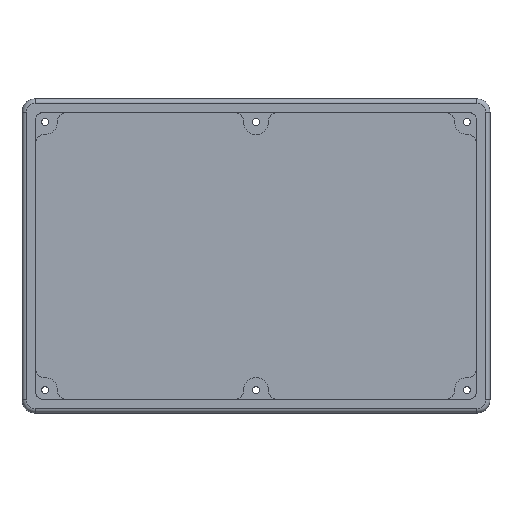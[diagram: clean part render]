
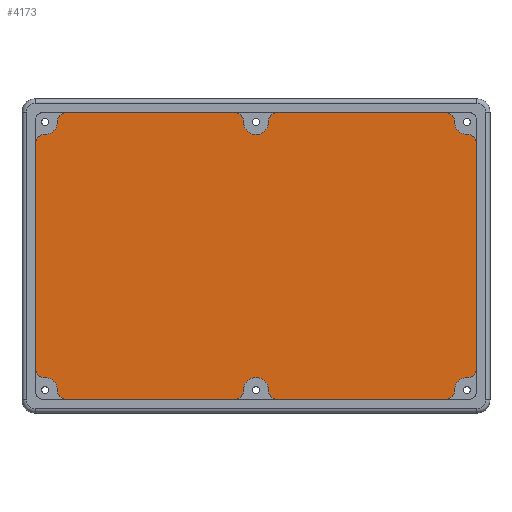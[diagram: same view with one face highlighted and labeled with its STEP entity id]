
A CAD part, top view. The second image highlights one B-rep face of the part: STEP entity #4173.
In plain terms, the highlighted planar face has unit normal (0, 0, 1).
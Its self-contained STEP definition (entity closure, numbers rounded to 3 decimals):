
#325=PLANE('',#4448);
#428=FACE_OUTER_BOUND('',#669,.T.);
#669=EDGE_LOOP('',(#2915,#2916,#2917,#2918,#2919,#2920,#2921,#2922,#2923,
#2924,#2925,#2926,#2927,#2928,#2929,#2930,#2931,#2932,#2933,#2934,#2935,
#2936,#2937,#2938));
#928=LINE('',#5548,#1296);
#941=LINE('',#5598,#1309);
#945=LINE('',#5606,#1313);
#951=LINE('',#5623,#1319);
#955=LINE('',#5631,#1323);
#962=LINE('',#5648,#1330);
#1296=VECTOR('',#4676,10.);
#1309=VECTOR('',#4719,10.);
#1313=VECTOR('',#4723,10.);
#1319=VECTOR('',#4737,10.);
#1323=VECTOR('',#4741,10.);
#1330=VECTOR('',#4756,10.);
#1676=CIRCLE('',#4439,4.);
#1678=CIRCLE('',#4442,4.);
#1679=CIRCLE('',#4444,5.659);
#1680=CIRCLE('',#4446,4.);
#1682=CIRCLE('',#4449,5.659);
#1683=CIRCLE('',#4450,4.);
#1684=CIRCLE('',#4451,4.);
#1685=CIRCLE('',#4452,5.659);
#1686=CIRCLE('',#4453,4.);
#1687=CIRCLE('',#4454,4.);
#1688=CIRCLE('',#4455,5.65);
#1689=CIRCLE('',#4456,4.);
#1690=CIRCLE('',#4457,4.);
#1691=CIRCLE('',#4458,5.659);
#1692=CIRCLE('',#4459,4.);
#1693=CIRCLE('',#4460,4.);
#1694=CIRCLE('',#4461,5.65);
#1695=CIRCLE('',#4462,4.);
#1765=VERTEX_POINT('',#5545);
#1766=VERTEX_POINT('',#5547);
#1787=VERTEX_POINT('',#5595);
#1788=VERTEX_POINT('',#5597);
#1791=VERTEX_POINT('',#5603);
#1792=VERTEX_POINT('',#5605);
#1798=VERTEX_POINT('',#5620);
#1799=VERTEX_POINT('',#5622);
#1802=VERTEX_POINT('',#5628);
#1803=VERTEX_POINT('',#5630);
#1808=VERTEX_POINT('',#5645);
#1809=VERTEX_POINT('',#5647);
#1811=VERTEX_POINT('',#5654);
#1813=VERTEX_POINT('',#5660);
#1814=VERTEX_POINT('',#5664);
#1815=VERTEX_POINT('',#5668);
#1817=VERTEX_POINT('',#5674);
#1818=VERTEX_POINT('',#5677);
#1819=VERTEX_POINT('',#5679);
#1820=VERTEX_POINT('',#5682);
#1821=VERTEX_POINT('',#5684);
#1822=VERTEX_POINT('',#5687);
#1823=VERTEX_POINT('',#5689);
#1824=VERTEX_POINT('',#5693);
#2190=EDGE_CURVE('',#1766,#1765,#928,.F.);
#2215=EDGE_CURVE('',#1788,#1787,#941,.F.);
#2219=EDGE_CURVE('',#1792,#1791,#945,.F.);
#2227=EDGE_CURVE('',#1799,#1798,#951,.F.);
#2231=EDGE_CURVE('',#1803,#1802,#955,.F.);
#2240=EDGE_CURVE('',#1809,#1808,#962,.F.);
#2244=EDGE_CURVE('',#1787,#1811,#1676,.F.);
#2247=EDGE_CURVE('',#1813,#1792,#1678,.F.);
#2249=EDGE_CURVE('',#1814,#1813,#1679,.F.);
#2251=EDGE_CURVE('',#1791,#1815,#1680,.F.);
#2254=EDGE_CURVE('',#1811,#1817,#1682,.F.);
#2255=EDGE_CURVE('',#1817,#1809,#1683,.F.);
#2256=EDGE_CURVE('',#1808,#1818,#1684,.F.);
#2257=EDGE_CURVE('',#1818,#1819,#1685,.F.);
#2258=EDGE_CURVE('',#1819,#1803,#1686,.F.);
#2259=EDGE_CURVE('',#1802,#1820,#1687,.F.);
#2260=EDGE_CURVE('',#1820,#1821,#1688,.F.);
#2261=EDGE_CURVE('',#1821,#1799,#1689,.F.);
#2262=EDGE_CURVE('',#1798,#1822,#1690,.F.);
#2263=EDGE_CURVE('',#1822,#1823,#1691,.F.);
#2264=EDGE_CURVE('',#1823,#1766,#1692,.F.);
#2265=EDGE_CURVE('',#1765,#1814,#1693,.F.);
#2266=EDGE_CURVE('',#1815,#1824,#1694,.F.);
#2267=EDGE_CURVE('',#1824,#1788,#1695,.F.);
#2915=ORIENTED_EDGE('',*,*,#2244,.T.);
#2916=ORIENTED_EDGE('',*,*,#2254,.T.);
#2917=ORIENTED_EDGE('',*,*,#2255,.T.);
#2918=ORIENTED_EDGE('',*,*,#2240,.T.);
#2919=ORIENTED_EDGE('',*,*,#2256,.T.);
#2920=ORIENTED_EDGE('',*,*,#2257,.T.);
#2921=ORIENTED_EDGE('',*,*,#2258,.T.);
#2922=ORIENTED_EDGE('',*,*,#2231,.T.);
#2923=ORIENTED_EDGE('',*,*,#2259,.T.);
#2924=ORIENTED_EDGE('',*,*,#2260,.T.);
#2925=ORIENTED_EDGE('',*,*,#2261,.T.);
#2926=ORIENTED_EDGE('',*,*,#2227,.T.);
#2927=ORIENTED_EDGE('',*,*,#2262,.T.);
#2928=ORIENTED_EDGE('',*,*,#2263,.T.);
#2929=ORIENTED_EDGE('',*,*,#2264,.T.);
#2930=ORIENTED_EDGE('',*,*,#2190,.T.);
#2931=ORIENTED_EDGE('',*,*,#2265,.T.);
#2932=ORIENTED_EDGE('',*,*,#2249,.T.);
#2933=ORIENTED_EDGE('',*,*,#2247,.T.);
#2934=ORIENTED_EDGE('',*,*,#2219,.T.);
#2935=ORIENTED_EDGE('',*,*,#2251,.T.);
#2936=ORIENTED_EDGE('',*,*,#2266,.T.);
#2937=ORIENTED_EDGE('',*,*,#2267,.T.);
#2938=ORIENTED_EDGE('',*,*,#2215,.T.);
#4173=ADVANCED_FACE('',(#428),#325,.T.);
#4439=AXIS2_PLACEMENT_3D('',#5655,#4762,#4763);
#4442=AXIS2_PLACEMENT_3D('',#5661,#4769,#4770);
#4444=AXIS2_PLACEMENT_3D('',#5665,#4774,#4775);
#4446=AXIS2_PLACEMENT_3D('',#5669,#4779,#4780);
#4448=AXIS2_PLACEMENT_3D('',#5673,#4784,#4785);
#4449=AXIS2_PLACEMENT_3D('',#5675,#4786,#4787);
#4450=AXIS2_PLACEMENT_3D('',#5676,#4788,#4789);
#4451=AXIS2_PLACEMENT_3D('',#5678,#4790,#4791);
#4452=AXIS2_PLACEMENT_3D('',#5680,#4792,#4793);
#4453=AXIS2_PLACEMENT_3D('',#5681,#4794,#4795);
#4454=AXIS2_PLACEMENT_3D('',#5683,#4796,#4797);
#4455=AXIS2_PLACEMENT_3D('',#5685,#4798,#4799);
#4456=AXIS2_PLACEMENT_3D('',#5686,#4800,#4801);
#4457=AXIS2_PLACEMENT_3D('',#5688,#4802,#4803);
#4458=AXIS2_PLACEMENT_3D('',#5690,#4804,#4805);
#4459=AXIS2_PLACEMENT_3D('',#5691,#4806,#4807);
#4460=AXIS2_PLACEMENT_3D('',#5692,#4808,#4809);
#4461=AXIS2_PLACEMENT_3D('',#5694,#4810,#4811);
#4462=AXIS2_PLACEMENT_3D('',#5695,#4812,#4813);
#4676=DIRECTION('',(0.,-1.,0.));
#4719=DIRECTION('',(1.,0.,0.));
#4723=DIRECTION('',(1.,0.,0.));
#4737=DIRECTION('',(-1.,0.,0.));
#4741=DIRECTION('',(-1.,0.,0.));
#4756=DIRECTION('',(0.,1.,0.));
#4762=DIRECTION('center_axis',(0.,0.,-1.));
#4763=DIRECTION('ref_axis',(-0.716,0.698,0.));
#4769=DIRECTION('center_axis',(0.,0.,-1.));
#4770=DIRECTION('ref_axis',(0.716,0.698,0.));
#4774=DIRECTION('center_axis',(0.,0.,1.));
#4775=DIRECTION('ref_axis',(-0.707,0.707,0.));
#4779=DIRECTION('center_axis',(0.,0.,-1.));
#4780=DIRECTION('ref_axis',(-0.716,0.698,0.));
#4784=DIRECTION('center_axis',(0.,0.,1.));
#4785=DIRECTION('ref_axis',(1.,0.,0.));
#4786=DIRECTION('center_axis',(0.,0.,1.));
#4787=DIRECTION('ref_axis',(-0.707,-0.707,0.));
#4788=DIRECTION('center_axis',(0.,0.,-1.));
#4789=DIRECTION('ref_axis',(-0.698,0.716,0.));
#4790=DIRECTION('center_axis',(0.,0.,-1.));
#4791=DIRECTION('ref_axis',(-0.698,-0.716,0.));
#4792=DIRECTION('center_axis',(0.,0.,1.));
#4793=DIRECTION('ref_axis',(0.707,-0.707,0.));
#4794=DIRECTION('center_axis',(0.,0.,-1.));
#4795=DIRECTION('ref_axis',(-0.716,-0.698,0.));
#4796=DIRECTION('center_axis',(0.,0.,-1.));
#4797=DIRECTION('ref_axis',(0.716,-0.698,0.));
#4798=DIRECTION('center_axis',(0.,0.,1.));
#4799=DIRECTION('ref_axis',(0.706,-0.708,0.));
#4800=DIRECTION('center_axis',(0.,0.,-1.));
#4801=DIRECTION('ref_axis',(-0.716,-0.698,0.));
#4802=DIRECTION('center_axis',(0.,0.,-1.));
#4803=DIRECTION('ref_axis',(0.716,-0.698,0.));
#4804=DIRECTION('center_axis',(0.,0.,1.));
#4805=DIRECTION('ref_axis',(0.707,0.707,0.));
#4806=DIRECTION('center_axis',(0.,0.,-1.));
#4807=DIRECTION('ref_axis',(0.698,-0.716,0.));
#4808=DIRECTION('center_axis',(0.,0.,-1.));
#4809=DIRECTION('ref_axis',(0.698,0.716,0.));
#4810=DIRECTION('center_axis',(0.,0.,1.));
#4811=DIRECTION('ref_axis',(-0.706,0.708,0.));
#4812=DIRECTION('center_axis',(0.,0.,-1.));
#4813=DIRECTION('ref_axis',(0.716,0.698,0.));
#5545=CARTESIAN_POINT('',(-129.75,-13.659,5.5));
#5547=CARTESIAN_POINT('',(-129.75,-116.341,5.5));
#5548=CARTESIAN_POINT('',(-129.75,-29.25,5.5));
#5595=CARTESIAN_POINT('',(-316.344,0.25,5.5));
#5597=CARTESIAN_POINT('',(-239.646,0.25,5.5));
#5598=CARTESIAN_POINT('',(-283.25,0.25,5.5));
#5603=CARTESIAN_POINT('',(-220.353,0.25,5.5));
#5605=CARTESIAN_POINT('',(-143.656,0.25,5.5));
#5606=CARTESIAN_POINT('',(-283.25,0.25,5.5));
#5620=CARTESIAN_POINT('',(-143.656,-130.25,5.5));
#5622=CARTESIAN_POINT('',(-220.353,-130.25,5.5));
#5623=CARTESIAN_POINT('',(-176.75,-130.25,5.5));
#5628=CARTESIAN_POINT('',(-239.646,-130.25,5.5));
#5630=CARTESIAN_POINT('',(-316.344,-130.25,5.5));
#5631=CARTESIAN_POINT('',(-176.75,-130.25,5.5));
#5645=CARTESIAN_POINT('',(-330.25,-116.341,5.5));
#5647=CARTESIAN_POINT('',(-330.25,-13.659,5.5));
#5648=CARTESIAN_POINT('',(-330.25,-100.75,5.5));
#5654=CARTESIAN_POINT('',(-320.343,-3.855,5.5));
#5655=CARTESIAN_POINT('Origin',(-316.344,-3.75,5.5));
#5660=CARTESIAN_POINT('',(-139.657,-3.855,5.5));
#5661=CARTESIAN_POINT('Origin',(-143.656,-3.75,5.5));
#5664=CARTESIAN_POINT('',(-133.853,-9.66,5.5));
#5665=CARTESIAN_POINT('Origin',(-134.,-4.003,5.5));
#5668=CARTESIAN_POINT('',(-224.352,-3.855,5.5));
#5669=CARTESIAN_POINT('Origin',(-220.353,-3.75,5.5));
#5673=CARTESIAN_POINT('Origin',(-230.,-65.,5.5));
#5674=CARTESIAN_POINT('',(-326.146,-9.66,5.5));
#5675=CARTESIAN_POINT('Origin',(-326.,-4.003,5.5));
#5676=CARTESIAN_POINT('Origin',(-326.25,-13.659,5.5));
#5677=CARTESIAN_POINT('',(-326.146,-120.34,5.5));
#5678=CARTESIAN_POINT('Origin',(-326.25,-116.341,5.5));
#5679=CARTESIAN_POINT('',(-320.343,-126.145,5.5));
#5680=CARTESIAN_POINT('Origin',(-326.,-125.997,5.5));
#5681=CARTESIAN_POINT('Origin',(-316.344,-126.25,5.5));
#5682=CARTESIAN_POINT('',(-235.648,-126.145,5.5));
#5683=CARTESIAN_POINT('Origin',(-239.646,-126.25,5.5));
#5684=CARTESIAN_POINT('',(-224.352,-126.145,5.5));
#5685=CARTESIAN_POINT('Origin',(-230.,-125.997,5.5));
#5686=CARTESIAN_POINT('Origin',(-220.353,-126.25,5.5));
#5687=CARTESIAN_POINT('',(-139.657,-126.145,5.5));
#5688=CARTESIAN_POINT('Origin',(-143.656,-126.25,5.5));
#5689=CARTESIAN_POINT('',(-133.853,-120.34,5.5));
#5690=CARTESIAN_POINT('Origin',(-134.,-125.997,5.5));
#5691=CARTESIAN_POINT('Origin',(-133.75,-116.341,5.5));
#5692=CARTESIAN_POINT('Origin',(-133.75,-13.659,5.5));
#5693=CARTESIAN_POINT('',(-235.648,-3.855,5.5));
#5694=CARTESIAN_POINT('Origin',(-230.,-4.003,5.5));
#5695=CARTESIAN_POINT('Origin',(-239.646,-3.75,5.5));
